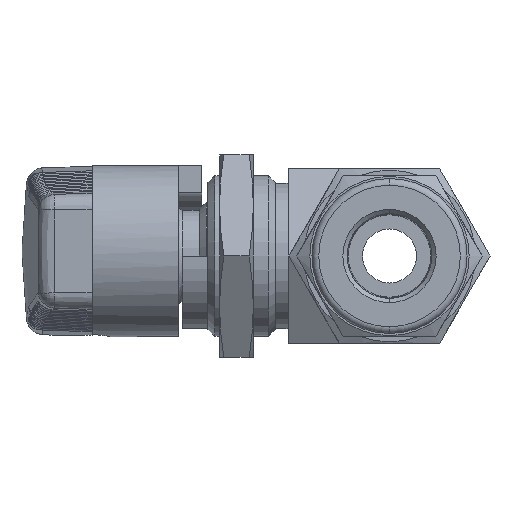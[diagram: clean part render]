
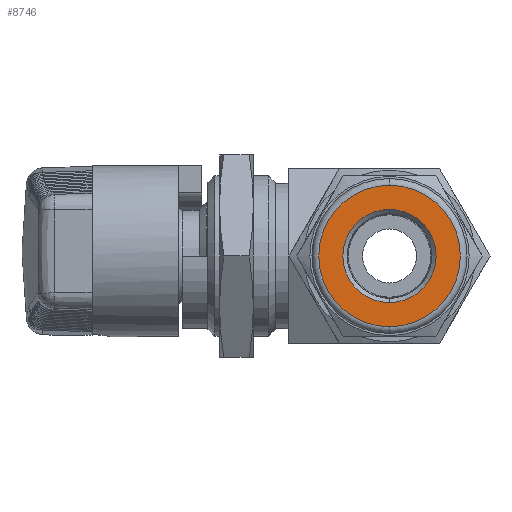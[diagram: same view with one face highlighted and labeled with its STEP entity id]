
A CAD part, left-side view. The second image highlights one B-rep face of the part: STEP entity #8746.
In plain terms, the highlighted planar face has unit normal (-1, 0, 0).
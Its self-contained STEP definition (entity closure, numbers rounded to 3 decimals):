
#1410 = VERTEX_POINT('',#1411);
#1411 = CARTESIAN_POINT('',(2543.207,133.118,
    -8.376));
#1418 = EDGE_CURVE('',#1410,#1419,#1421,.T.);
#1419 = VERTEX_POINT('',#1420);
#1420 = CARTESIAN_POINT('',(2543.207,133.118,
    8.376));
#1421 = CIRCLE('',#1422,8.376);
#1422 = AXIS2_PLACEMENT_3D('',#1423,#1424,#1425);
#1423 = CARTESIAN_POINT('',(2543.207,133.118,
    0.));
#1424 = DIRECTION('',(1.,0.,0.));
#1425 = DIRECTION('',(0.,0.,-1.));
#1477 = VERTEX_POINT('',#1478);
#1478 = CARTESIAN_POINT('',(2543.207,133.118,
    5.516));
#1486 = EDGE_CURVE('',#1487,#1477,#1489,.T.);
#1487 = VERTEX_POINT('',#1488);
#1488 = CARTESIAN_POINT('',(2543.207,133.118,
    -5.516));
#1489 = CIRCLE('',#1490,5.516);
#1490 = AXIS2_PLACEMENT_3D('',#1491,#1492,#1493);
#1491 = CARTESIAN_POINT('',(2543.207,133.118,
    0.));
#1492 = DIRECTION('',(-1.,0.,0.));
#1493 = DIRECTION('',(0.,0.,-1.));
#8717 = EDGE_CURVE('',#1419,#1410,#8718,.T.);
#8718 = CIRCLE('',#8719,8.376);
#8719 = AXIS2_PLACEMENT_3D('',#8720,#8721,#8722);
#8720 = CARTESIAN_POINT('',(2543.207,133.118,
    0.));
#8721 = DIRECTION('',(1.,0.,0.));
#8722 = DIRECTION('',(0.,0.,1.));
#8746 = ADVANCED_FACE('',(#8747,#8751),#8761,.T.);
#8747 = FACE_BOUND('',#8748,.T.);
#8748 = EDGE_LOOP('',(#8749,#8750));
#8749 = ORIENTED_EDGE('',*,*,#1418,.F.);
#8750 = ORIENTED_EDGE('',*,*,#8717,.F.);
#8751 = FACE_BOUND('',#8752,.T.);
#8752 = EDGE_LOOP('',(#8753,#8760));
#8753 = ORIENTED_EDGE('',*,*,#8754,.T.);
#8754 = EDGE_CURVE('',#1487,#1477,#8755,.T.);
#8755 = CIRCLE('',#8756,5.516);
#8756 = AXIS2_PLACEMENT_3D('',#8757,#8758,#8759);
#8757 = CARTESIAN_POINT('',(2543.207,133.118,
    0.));
#8758 = DIRECTION('',(1.,0.,0.));
#8759 = DIRECTION('',(0.,0.,-1.));
#8760 = ORIENTED_EDGE('',*,*,#1486,.F.);
#8761 = PLANE('',#8762);
#8762 = AXIS2_PLACEMENT_3D('',#8763,#8764,#8765);
#8763 = CARTESIAN_POINT('',(2543.207,0.,0.));
#8764 = DIRECTION('',(-1.,0.,0.));
#8765 = DIRECTION('',(0.,0.,1.));
